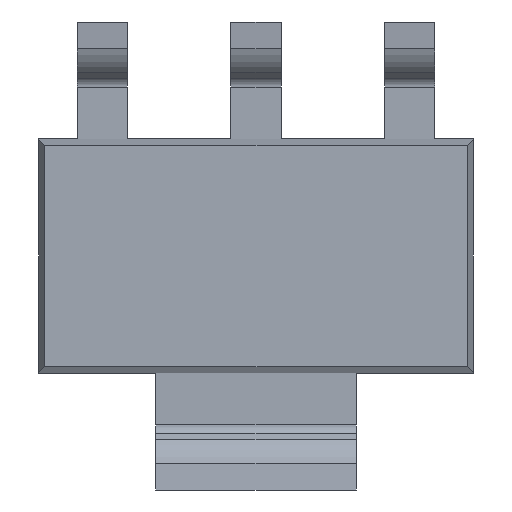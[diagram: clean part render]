
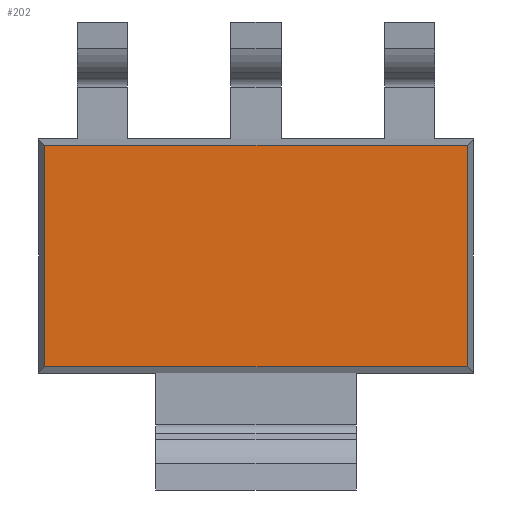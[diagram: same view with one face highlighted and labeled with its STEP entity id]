
A CAD part, front view. The second image highlights one B-rep face of the part: STEP entity #202.
In plain terms, the highlighted planar face has unit normal (0, -1, 0).
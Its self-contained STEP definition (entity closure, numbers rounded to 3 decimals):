
#202=ADVANCED_FACE('',(#401),#402,.T.);
#401=FACE_OUTER_BOUND('',#594,.T.);
#402=PLANE('',#595);
#594=EDGE_LOOP('',(#1163,#1164,#1165,#1166));
#595=AXIS2_PLACEMENT_3D('',#1167,#1168,#1169);
#1163=ORIENTED_EDGE('',*,*,#1407,.F.);
#1164=ORIENTED_EDGE('',*,*,#1425,.T.);
#1165=ORIENTED_EDGE('',*,*,#1412,.F.);
#1166=ORIENTED_EDGE('',*,*,#1248,.F.);
#1167=CARTESIAN_POINT('',(6.5,0.077,0.));
#1168=DIRECTION('',(0.0,-1.0,0.0));
#1169=DIRECTION('',(0.,0.0,1.0));
#1248=EDGE_CURVE('',#1506,#1508,#1509,.T.);
#1407=EDGE_CURVE('',#1747,#1506,#1749,.T.);
#1412=EDGE_CURVE('',#1508,#1752,#1755,.T.);
#1425=EDGE_CURVE('',#1747,#1752,#1771,.T.);
#1506=VERTEX_POINT('',#1880);
#1508=VERTEX_POINT('',#1883);
#1509=LINE('',#1884,#1885);
#1747=VERTEX_POINT('',#2217);
#1749=LINE('',#2220,#2221);
#1752=VERTEX_POINT('',#2225);
#1755=LINE('',#2230,#2231);
#1771=LINE('',#2254,#2255);
#1880=CARTESIAN_POINT('',(6.406,0.077,-1.656));
#1883=CARTESIAN_POINT('',(0.094,0.077,-1.656));
#1884=CARTESIAN_POINT('',(6.5,0.077,-1.656));
#1885=VECTOR('',#2317,1.0);
#2217=CARTESIAN_POINT('',(6.406,0.077,1.656));
#2220=CARTESIAN_POINT('',(6.406,0.077,-2.5));
#2221=VECTOR('',#2485,1.0);
#2225=CARTESIAN_POINT('',(0.094,0.077,1.656));
#2230=CARTESIAN_POINT('',(0.094,0.077,-2.5));
#2231=VECTOR('',#2489,1.0);
#2254=CARTESIAN_POINT('',(6.5,0.077,1.656));
#2255=VECTOR('',#2497,1.0);
#2317=DIRECTION('',(-1.0,0.0,0.));
#2485=DIRECTION('',(0.0,0.0,-1.0));
#2489=DIRECTION('',(0.0,0.0,1.0));
#2497=DIRECTION('',(-1.0,0.0,0.));
